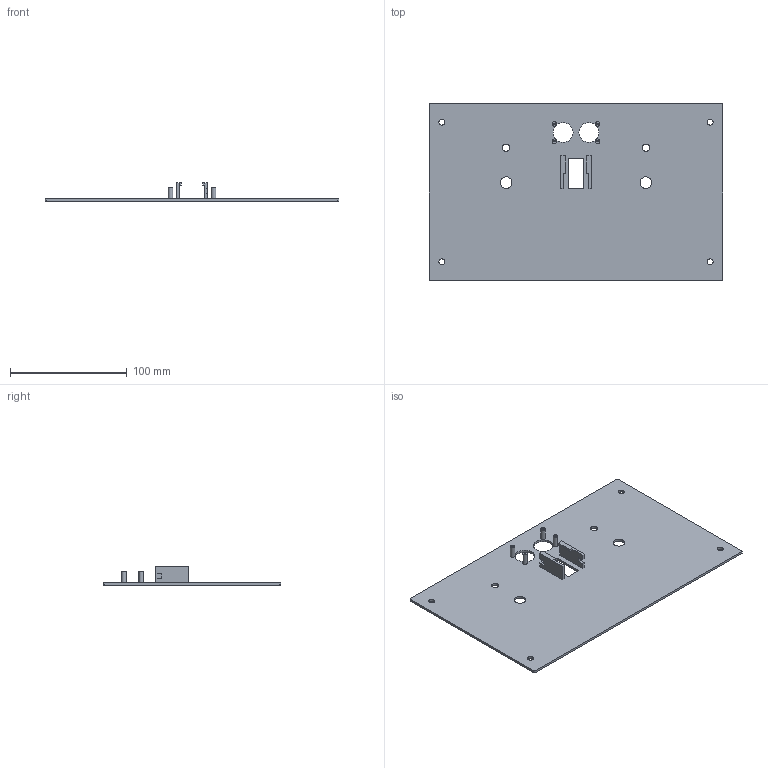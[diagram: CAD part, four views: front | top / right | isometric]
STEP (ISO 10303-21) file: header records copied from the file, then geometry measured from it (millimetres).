
FILE_DESCRIPTION(/* description */ (''),/* implementation_level */ '2;1');
FILE_NAME(/* name */ 'Sides.step',/* time_stamp */ '2025-11-18T11:09:52-05:00',/* author */ (''),/* organization */ (''),/* preprocessor_version */ 'ST-DEVELOPER v20.1',/* originating_system */ 'Autodesk Translation Framework v14.21.0.0',/* authorisation */ '');
FILE_SCHEMA (('AUTOMOTIVE_DESIGN { 1 0 10303 214 3 1 1 }'));
Length unit declared in the file: millimetre
Products named in the file (1): Sides
Bounding box: 252 x 152 x 16 mm (x, y, z)
Volume: 76477.8 mm3; surface area: 79158.7 mm2
Topology: 1 solids, 1 shells, 64 faces, 156 edges, 104 vertices
Faces by surface type: plane 42, cylinder 22
Full cylindrical faces by diameter (mm): 1.2 x4, 4 x4, 5.2 x4, 6.2 x2, 10 x2, 17 x2
Entity records: 1968 total; most frequent: DIRECTION 330, CARTESIAN_POINT 325, ORIENTED_EDGE 312, EDGE_CURVE 156, LINE 112, VECTOR 112, AXIS2_PLACEMENT_3D 109, VERTEX_POINT 104
